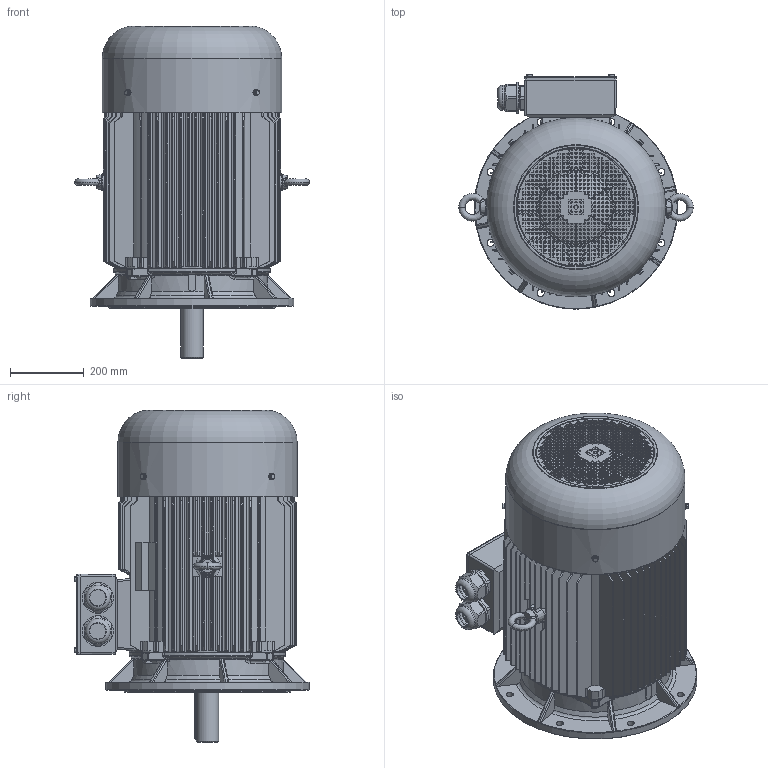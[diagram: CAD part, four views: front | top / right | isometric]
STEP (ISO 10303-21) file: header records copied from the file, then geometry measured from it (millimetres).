
FILE_DESCRIPTION(/* description */ (''),/* implementation_level */ '2;1');
FILE_NAME(/* name */ 'JM3-250M-2-B5.stp',/* time_stamp */ '2016-06-24T14:46:15+08:00',/* author */ (''),/* organization */ (''),/* preprocessor_version */ 'ST-DEVELOPER v15',/* originating_system */ 'SIEMENS PLM Software NX 8.5',/* authorisation */ '');
FILE_SCHEMA (('AUTOMOTIVE_DESIGN { 1 0 10303 214 3 1 1 1 }'));
Length unit declared in the file: millimetre
Products named in the file (1): pc119446389bsn
Bounding box: 634.8 x 633.8 x 898 mm (x, y, z)
Volume: 28002707.2 mm3; surface area: 6061061.1 mm2
Topology: 59 solids, 59 shells, 5618 faces, 15489 edges, 10150 vertices
Faces by surface type: plane 3672, cylinder 1055, cone 357, bspline 287, torus 229, sphere 18
Full cylindrical faces by diameter (mm): 7.188 x4, 8 x8, 8.4 x4, 9.026 x8, 10 x9, 10.863 x8, 11.2 x8, 12 x8, 12.6 x8, 16 x4, 20 x1, 43.312 x2, 49 x1, 51.188 x4, 52 x3, 59 x1, 60 x1, 61.031 x12, 63 x4, 64.969 x12, 67.922 x2, 69 x1, 70 x4, 72 x2, 83.672 x2, 90 x4, 190 x1, 400 x1, 481 x1, 485 x1
Entity records: 203276 total; most frequent: CARTESIAN_POINT 58751, ORIENTED_EDGE 30204, DIRECTION 26423, EDGE_CURVE 15102, LINE 10415, VECTOR 10415, VERTEX_POINT 10044, AXIS2_PLACEMENT_3D 8004
